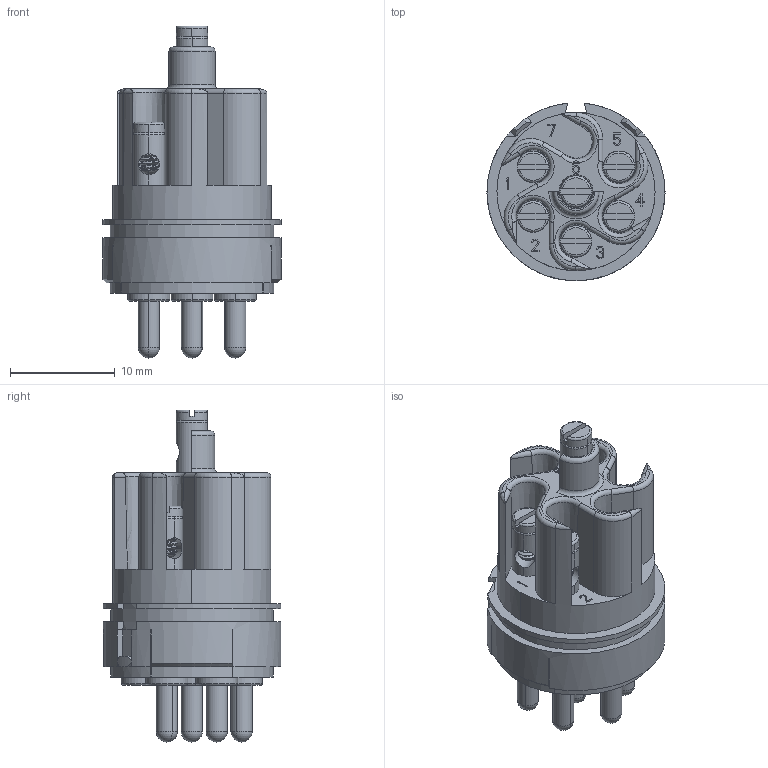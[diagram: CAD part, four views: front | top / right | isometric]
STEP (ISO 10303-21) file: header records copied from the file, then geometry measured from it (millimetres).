
FILE_DESCRIPTION((''),'2;1');
FILE_NAME('1593555','2015-09-07T',('feitelbuss'),(''),'PRO/ENGINEER BY PARAMETRIC TECHNOLOGY CORPORATION, 2014200','PRO/ENGINEER BY PARAMETRIC TECHNOLOGY CORPORATION, 2014200','');
FILE_SCHEMA(('AUTOMOTIVE_DESIGN { 1 0 10303 214 1 1 1 1 }'));
Length unit declared in the file: millimetre
Products named in the file (1): 1593555
Bounding box: 17 x 16.96 x 31.7 mm (x, y, z)
Volume: 3166.5 mm3; surface area: 3008.5 mm2
Topology: 1 solids, 1 shells, 1020 faces, 2916 edges, 1898 vertices
Faces by surface type: plane 684, cylinder 147, bspline 64, torus 63, sphere 36, cone 26
Entity records: 43847 total; most frequent: CARTESIAN_POINT 17865, ORIENTED_EDGE 5788, DIRECTION 4767, EDGE_CURVE 2894, VECTOR 1939, LINE 1939, VERTEX_POINT 1898, AXIS2_PLACEMENT_3D 1414
